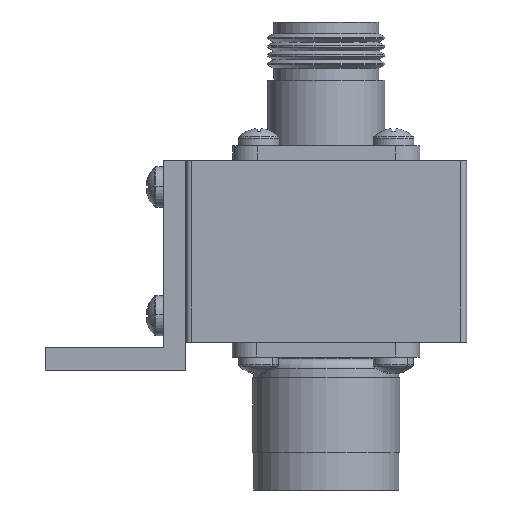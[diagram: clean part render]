
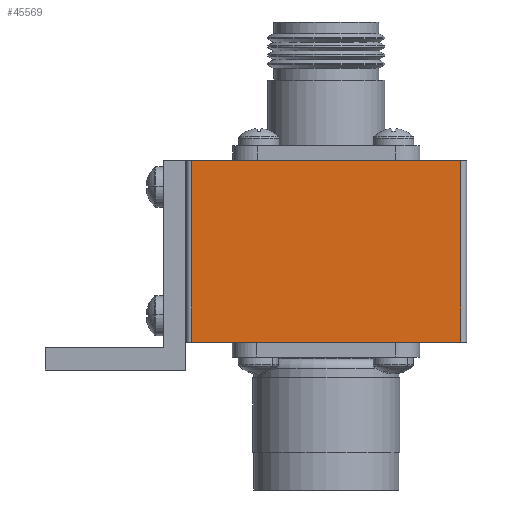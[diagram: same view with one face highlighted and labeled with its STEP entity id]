
A CAD part, front view. The second image highlights one B-rep face of the part: STEP entity #45569.
In plain terms, the highlighted planar face has unit normal (0, -1, 0).
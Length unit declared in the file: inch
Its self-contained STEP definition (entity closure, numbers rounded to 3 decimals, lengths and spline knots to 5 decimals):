
#5809 = EDGE_CURVE ( 'NONE', #61403, #8708, #30438, .T. ) ;
#8590 = CARTESIAN_POINT ( 'NONE',  ( 0.03, 0., 0.97 ) ) ;
#8708 = VERTEX_POINT ( 'NONE', #51464 ) ;
#9119 = VECTOR ( 'NONE', #39880, 39.37008 ) ;
#14815 = ORIENTED_EDGE ( 'NONE', *, *, #27843, .T. ) ;
#18573 = VERTEX_POINT ( 'NONE', #28985 ) ;
#18860 = LINE ( 'NONE', #8590, #42652 ) ;
#23612 = EDGE_LOOP ( 'NONE', ( #14815, #54397, #36895, #36224 ) ) ;
#24473 = LINE ( 'NONE', #35468, #9119 ) ;
#25416 = DIRECTION ( 'NONE',  ( 0., 0., -1. ) ) ;
#27843 = EDGE_CURVE ( 'NONE', #44687, #61403, #51153, .T. ) ;
#28985 = CARTESIAN_POINT ( 'NONE',  ( 0.03, 0., 0.97 ) ) ;
#30438 = LINE ( 'NONE', #69592, #70496 ) ;
#33750 = CARTESIAN_POINT ( 'NONE',  ( 1.47, 0., 0. ) ) ;
#35468 = CARTESIAN_POINT ( 'NONE',  ( 0., 0., 0.97 ) ) ;
#36224 = ORIENTED_EDGE ( 'NONE', *, *, #51284, .T. ) ;
#36274 = DIRECTION ( 'NONE',  ( 0., 0., 1. ) ) ;
#36895 = ORIENTED_EDGE ( 'NONE', *, *, #60576, .F. ) ;
#37541 = CARTESIAN_POINT ( 'NONE',  ( 0., 0., 0.97 ) ) ;
#38259 = DIRECTION ( 'NONE',  ( 0., 1., 0. ) ) ;
#39880 = DIRECTION ( 'NONE',  ( 1., 0., 0. ) ) ;
#42652 = VECTOR ( 'NONE', #25416, 39.37008 ) ;
#44687 = VERTEX_POINT ( 'NONE', #67905 ) ;
#45569 = ADVANCED_FACE ( 'NONE', ( #71212 ), #66126, .F. ) ;
#48664 = VECTOR ( 'NONE', #67983, 39.37008 ) ;
#51153 = LINE ( 'NONE', #62133, #48664 ) ;
#51284 = EDGE_CURVE ( 'NONE', #18573, #44687, #18860, .T. ) ;
#51464 = CARTESIAN_POINT ( 'NONE',  ( 1.47, 0., 0.97 ) ) ;
#54397 = ORIENTED_EDGE ( 'NONE', *, *, #5809, .T. ) ;
#55139 = DIRECTION ( 'NONE',  ( 0., 0., 1. ) ) ;
#60576 = EDGE_CURVE ( 'NONE', #18573, #8708, #24473, .T. ) ;
#61403 = VERTEX_POINT ( 'NONE', #33750 ) ;
#62133 = CARTESIAN_POINT ( 'NONE',  ( 0., 0., 0. ) ) ;
#64978 = AXIS2_PLACEMENT_3D ( 'NONE', #37541, #38259, #55139 ) ;
#66126 = PLANE ( 'NONE',  #64978 ) ;
#67905 = CARTESIAN_POINT ( 'NONE',  ( 0.03, 0., 0. ) ) ;
#67983 = DIRECTION ( 'NONE',  ( 1., 0., 0. ) ) ;
#69592 = CARTESIAN_POINT ( 'NONE',  ( 1.47, 0., 0.97 ) ) ;
#70496 = VECTOR ( 'NONE', #36274, 39.37008 ) ;
#71212 = FACE_OUTER_BOUND ( 'NONE', #23612, .T. ) ;
